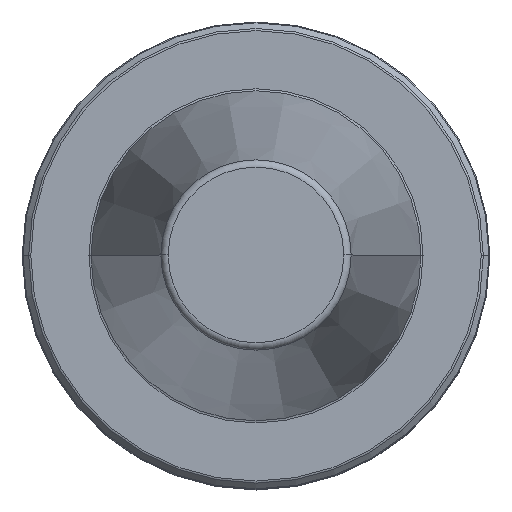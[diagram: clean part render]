
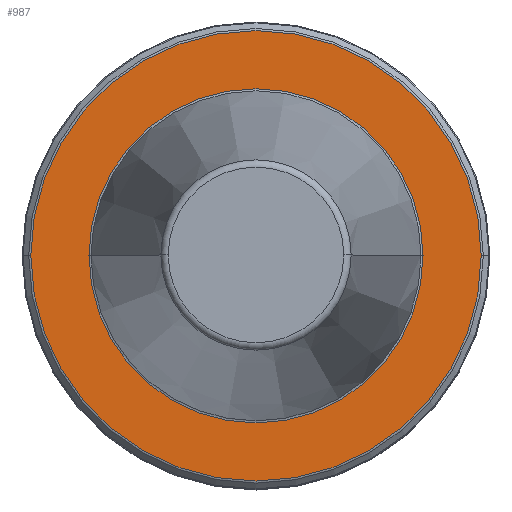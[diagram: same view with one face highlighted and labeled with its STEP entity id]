
A CAD part, top view. The second image highlights one B-rep face of the part: STEP entity #987.
In plain terms, the highlighted planar face has unit normal (0, 0, 1).
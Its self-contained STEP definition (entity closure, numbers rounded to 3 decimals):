
#40 = DIRECTION ( 'NONE',  ( -1., 0., 0. ) ) ;
#47 = CARTESIAN_POINT ( 'NONE',  ( -30.334, 0., -2. ) ) ;
#111 = EDGE_CURVE ( 'NONE', #485, #1138, #330, .T. ) ;
#116 = EDGE_LOOP ( 'NONE', ( #815, #448 ) ) ;
#133 = ORIENTED_EDGE ( 'NONE', *, *, #622, .F. ) ;
#141 = CARTESIAN_POINT ( 'NONE',  ( 0., 0., -2. ) ) ;
#156 = CARTESIAN_POINT ( 'NONE',  ( -22.5, 0., -2. ) ) ;
#228 = DIRECTION ( 'NONE',  ( -1., 0., 0. ) ) ;
#267 = FACE_OUTER_BOUND ( 'NONE', #889, .T. ) ;
#297 = DIRECTION ( 'NONE',  ( -1., 0., 0. ) ) ;
#330 = CIRCLE ( 'NONE', #805, 22.5 ) ;
#331 = EDGE_CURVE ( 'NONE', #1138, #485, #874, .T. ) ;
#360 = CARTESIAN_POINT ( 'NONE',  ( 0., 0., -2. ) ) ;
#408 = CARTESIAN_POINT ( 'NONE',  ( 0., 0., -2. ) ) ;
#448 = ORIENTED_EDGE ( 'NONE', *, *, #331, .T. ) ;
#464 = DIRECTION ( 'NONE',  ( -1., 0., 0. ) ) ;
#481 = VERTEX_POINT ( 'NONE', #726 ) ;
#485 = VERTEX_POINT ( 'NONE', #156 ) ;
#527 = ORIENTED_EDGE ( 'NONE', *, *, #994, .F. ) ;
#585 = DIRECTION ( 'NONE',  ( 0., 0., -1. ) ) ;
#613 = CARTESIAN_POINT ( 'NONE',  ( 22.5, 0., -2. ) ) ;
#622 = EDGE_CURVE ( 'NONE', #995, #481, #760, .T. ) ;
#624 = FACE_BOUND ( 'NONE', #116, .T. ) ;
#726 = CARTESIAN_POINT ( 'NONE',  ( 30.334, 0., -2. ) ) ;
#760 = CIRCLE ( 'NONE', #879, 30.334 ) ;
#771 = CIRCLE ( 'NONE', #894, 30.334 ) ;
#793 = CARTESIAN_POINT ( 'NONE',  ( 0., 0., -2. ) ) ;
#803 = DIRECTION ( 'NONE',  ( 0., 0., -1. ) ) ;
#805 = AXIS2_PLACEMENT_3D ( 'NONE', #1194, #1171, #297 ) ;
#815 = ORIENTED_EDGE ( 'NONE', *, *, #111, .T. ) ;
#843 = DIRECTION ( 'NONE',  ( 0., 0., -1. ) ) ;
#847 = AXIS2_PLACEMENT_3D ( 'NONE', #793, #585, #40 ) ;
#851 = AXIS2_PLACEMENT_3D ( 'NONE', #408, #843, #1199 ) ;
#874 = CIRCLE ( 'NONE', #851, 22.5 ) ;
#879 = AXIS2_PLACEMENT_3D ( 'NONE', #360, #1041, #464 ) ;
#889 = EDGE_LOOP ( 'NONE', ( #133, #527 ) ) ;
#894 = AXIS2_PLACEMENT_3D ( 'NONE', #141, #803, #228 ) ;
#987 = ADVANCED_FACE ( 'NONE', ( #267, #624 ), #1157, .F. ) ;
#994 = EDGE_CURVE ( 'NONE', #481, #995, #771, .T. ) ;
#995 = VERTEX_POINT ( 'NONE', #47 ) ;
#1041 = DIRECTION ( 'NONE',  ( 0., 0., -1. ) ) ;
#1138 = VERTEX_POINT ( 'NONE', #613 ) ;
#1157 = PLANE ( 'NONE',  #847 ) ;
#1171 = DIRECTION ( 'NONE',  ( 0., 0., -1. ) ) ;
#1194 = CARTESIAN_POINT ( 'NONE',  ( 0., 0., -2. ) ) ;
#1199 = DIRECTION ( 'NONE',  ( -1., 0., 0. ) ) ;
